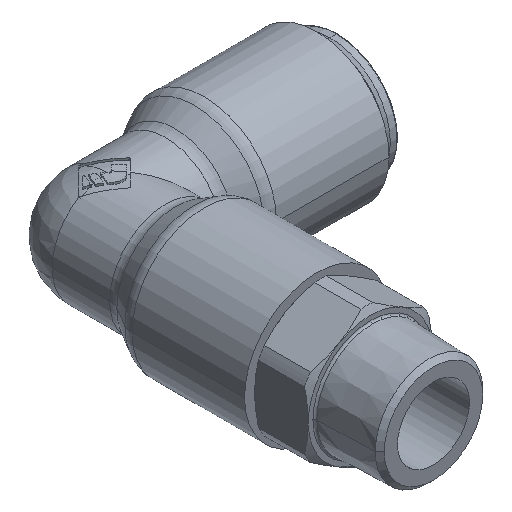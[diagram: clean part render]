
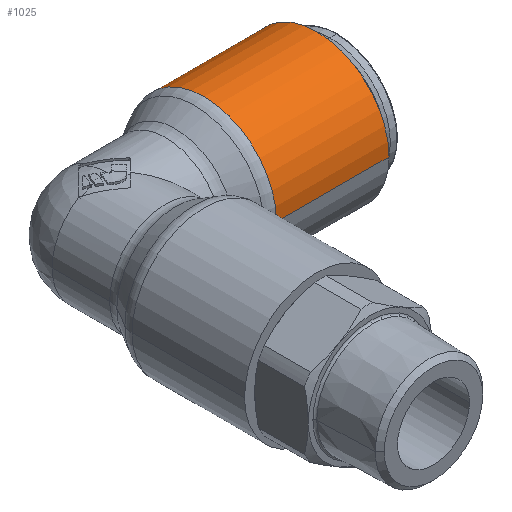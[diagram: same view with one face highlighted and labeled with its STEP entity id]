
A CAD part, isometric view. The second image highlights one B-rep face of the part: STEP entity #1025.
In plain terms, the highlighted cylindrical face has radius 11.05 mm (diameter 22.1 mm), a partial arc.
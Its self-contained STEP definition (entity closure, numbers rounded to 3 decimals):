
#1025=ADVANCED_FACE('',(#2734),#2735,.T.);
#2734=FACE_OUTER_BOUND('',#5518,.T.);
#2735=CYLINDRICAL_SURFACE('',#5519,11.05);
#5518=EDGE_LOOP('',(#11593,#11594,#11595,#11596,#11597));
#5519=AXIS2_PLACEMENT_3D('',#11598,#11599,#11600);
#11593=ORIENTED_EDGE('',*,*,#18357,.T.);
#11594=ORIENTED_EDGE('',*,*,#18358,.T.);
#11595=ORIENTED_EDGE('',*,*,#18359,.T.);
#11596=ORIENTED_EDGE('',*,*,#18360,.F.);
#11597=ORIENTED_EDGE('',*,*,#18361,.F.);
#11598=CARTESIAN_POINT('',(-10.599,0.,0.0));
#11599=DIRECTION('',(-1.0,-0.0,0.0));
#11600=DIRECTION('',(0.0,-1.0,0.0));
#18357=EDGE_CURVE('',#21457,#21458,#21459,.T.);
#18358=EDGE_CURVE('',#21458,#21460,#21461,.T.);
#18359=EDGE_CURVE('',#21460,#21462,#21463,.T.);
#18360=EDGE_CURVE('',#21464,#21462,#21465,.T.);
#18361=EDGE_CURVE('',#21457,#21464,#21466,.T.);
#21457=VERTEX_POINT('',#26445);
#21458=VERTEX_POINT('',#26446);
#21459=LINE('',#26447,#26448);
#21460=VERTEX_POINT('',#26449);
#21461=CIRCLE('',#26450,11.05);
#21462=VERTEX_POINT('',#26451);
#21463=LINE('',#26452,#26453);
#21464=VERTEX_POINT('',#26454);
#21465=CIRCLE('',#26455,11.05);
#21466=CIRCLE('',#26456,11.05);
#26445=CARTESIAN_POINT('',(14.704,-11.05,0.0));
#26446=CARTESIAN_POINT('',(31.9,-11.05,0.0));
#26447=CARTESIAN_POINT('',(23.302,-11.05,0.));
#26448=VECTOR('',#33994,1.0);
#26449=CARTESIAN_POINT('',(31.9,11.05,0.));
#26450=AXIS2_PLACEMENT_3D('',#33995,#33996,#33997);
#26451=CARTESIAN_POINT('',(14.704,11.05,0.));
#26452=CARTESIAN_POINT('',(23.302,11.05,0.));
#26453=VECTOR('',#33998,1.0);
#26454=CARTESIAN_POINT('',(14.704,11.05,0.009));
#26455=AXIS2_PLACEMENT_3D('',#33999,#34000,#34001);
#26456=AXIS2_PLACEMENT_3D('',#34002,#34003,#34004);
#33994=DIRECTION('',(1.0,-0.0,-0.0));
#33995=CARTESIAN_POINT('',(31.9,0.0,0.0));
#33996=DIRECTION('',(-1.0,0.0,0.0));
#33997=DIRECTION('',(0.0,1.0,0.0));
#33998=DIRECTION('',(-1.0,-0.0,-0.0));
#33999=CARTESIAN_POINT('',(14.704,0.,0.0));
#34000=DIRECTION('',(-1.0,0.0,0.0));
#34001=DIRECTION('',(0.0,1.0,0.0));
#34002=CARTESIAN_POINT('',(14.704,0.,0.0));
#34003=DIRECTION('',(-1.0,0.0,0.0));
#34004=DIRECTION('',(0.0,1.0,0.0));
